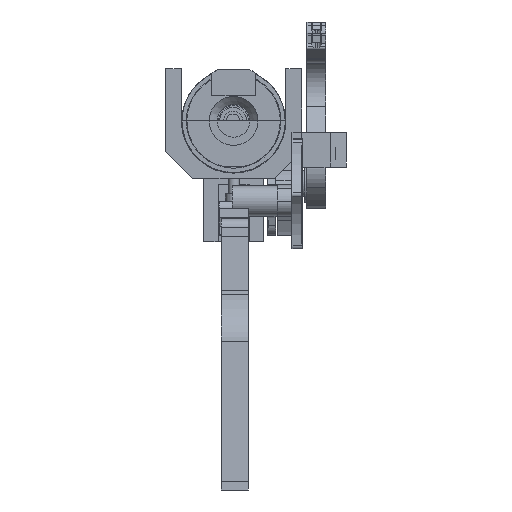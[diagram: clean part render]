
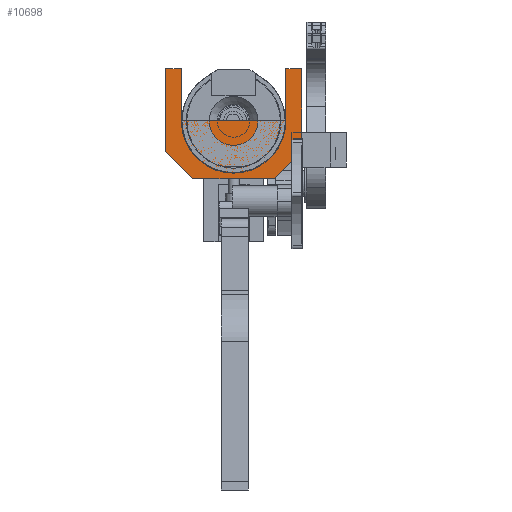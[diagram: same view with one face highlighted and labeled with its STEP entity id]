
A CAD part, left-side view. The second image highlights one B-rep face of the part: STEP entity #10698.
In plain terms, the highlighted planar face has unit normal (-1, 0, 0).
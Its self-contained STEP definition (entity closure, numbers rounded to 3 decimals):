
#1118=FACE_OUTER_BOUND('',#1834,.T.);
#1834=EDGE_LOOP('',(#9589,#9590,#9591,#9592,#9593,#9594,#9595,#9596,#9597,
#9598));
#3207=LINE('',#22062,#4133);
#3209=LINE('',#22066,#4135);
#3212=LINE('',#22078,#4138);
#3213=LINE('',#22080,#4139);
#3214=LINE('',#22082,#4140);
#3215=LINE('',#22084,#4141);
#3216=LINE('',#22086,#4142);
#3217=LINE('',#22088,#4143);
#3218=LINE('',#22090,#4144);
#3219=LINE('',#22091,#4145);
#4133=VECTOR('',#14752,10.);
#4135=VECTOR('',#14756,10.);
#4138=VECTOR('',#14767,10.);
#4139=VECTOR('',#14768,10.);
#4140=VECTOR('',#14769,10.);
#4141=VECTOR('',#14770,10.);
#4142=VECTOR('',#14771,10.);
#4143=VECTOR('',#14772,10.);
#4144=VECTOR('',#14773,10.);
#4145=VECTOR('',#14774,10.);
#5160=VERTEX_POINT('',#22059);
#5161=VERTEX_POINT('',#22061);
#5162=VERTEX_POINT('',#22065);
#5167=VERTEX_POINT('',#22077);
#5168=VERTEX_POINT('',#22079);
#5169=VERTEX_POINT('',#22081);
#5170=VERTEX_POINT('',#22083);
#5171=VERTEX_POINT('',#22085);
#5172=VERTEX_POINT('',#22087);
#5173=VERTEX_POINT('',#22089);
#6646=EDGE_CURVE('',#5160,#5161,#3207,.T.);
#6648=EDGE_CURVE('',#5162,#5161,#3209,.T.);
#6654=EDGE_CURVE('',#5160,#5167,#3212,.T.);
#6655=EDGE_CURVE('',#5167,#5168,#3213,.T.);
#6656=EDGE_CURVE('',#5168,#5169,#3214,.T.);
#6657=EDGE_CURVE('',#5169,#5170,#3215,.T.);
#6658=EDGE_CURVE('',#5170,#5171,#3216,.T.);
#6659=EDGE_CURVE('',#5171,#5172,#3217,.T.);
#6660=EDGE_CURVE('',#5172,#5173,#3218,.T.);
#6661=EDGE_CURVE('',#5162,#5173,#3219,.T.);
#9589=ORIENTED_EDGE('',*,*,#6646,.F.);
#9590=ORIENTED_EDGE('',*,*,#6654,.T.);
#9591=ORIENTED_EDGE('',*,*,#6655,.T.);
#9592=ORIENTED_EDGE('',*,*,#6656,.T.);
#9593=ORIENTED_EDGE('',*,*,#6657,.T.);
#9594=ORIENTED_EDGE('',*,*,#6658,.T.);
#9595=ORIENTED_EDGE('',*,*,#6659,.T.);
#9596=ORIENTED_EDGE('',*,*,#6660,.T.);
#9597=ORIENTED_EDGE('',*,*,#6661,.F.);
#9598=ORIENTED_EDGE('',*,*,#6648,.T.);
#10111=PLANE('',#11811);
#10698=ADVANCED_FACE('',(#1118),#10111,.T.);
#11811=AXIS2_PLACEMENT_3D('',#22076,#14765,#14766);
#14752=DIRECTION('',(0.,0.707,-0.707));
#14756=DIRECTION('',(0.,-1.,0.));
#14765=DIRECTION('center_axis',(-1.,0.,0.));
#14766=DIRECTION('ref_axis',(0.,-1.,0.));
#14767=DIRECTION('',(0.,0.,1.));
#14768=DIRECTION('',(0.,1.,0.));
#14769=DIRECTION('',(0.,0.,-1.));
#14770=DIRECTION('',(0.,1.,0.));
#14771=DIRECTION('',(0.,0.,1.));
#14772=DIRECTION('',(0.,1.,0.));
#14773=DIRECTION('',(0.,0.,-1.));
#14774=DIRECTION('',(0.,0.707,0.707));
#22059=CARTESIAN_POINT('',(-2.,-25.,-11.24));
#22061=CARTESIAN_POINT('',(-2.,-15.,-21.24));
#22062=CARTESIAN_POINT('',(-2.,-18.81,-17.43));
#22065=CARTESIAN_POINT('',(-2.,15.,-21.24));
#22066=CARTESIAN_POINT('',(-2.,13.185,-21.24));
#22076=CARTESIAN_POINT('Origin',(-2.,0.,-1.));
#22077=CARTESIAN_POINT('',(-2.,-25.,19.24));
#22078=CARTESIAN_POINT('',(-2.,-25.,0.));
#22079=CARTESIAN_POINT('',(-2.,-19.24,19.24));
#22080=CARTESIAN_POINT('',(-2.,-25.,19.24));
#22081=CARTESIAN_POINT('',(-2.,-19.24,0.));
#22082=CARTESIAN_POINT('',(-2.,-19.24,19.24));
#22083=CARTESIAN_POINT('',(-2.,19.24,0.));
#22084=CARTESIAN_POINT('',(-2.,19.24,0.));
#22085=CARTESIAN_POINT('',(-2.,19.24,19.24));
#22086=CARTESIAN_POINT('',(-2.,19.24,0.));
#22087=CARTESIAN_POINT('',(-2.,25.,19.24));
#22088=CARTESIAN_POINT('',(-2.,19.24,19.24));
#22089=CARTESIAN_POINT('',(-2.,25.,-11.24));
#22090=CARTESIAN_POINT('',(-2.,25.,19.24));
#22091=CARTESIAN_POINT('',(-2.,18.81,-17.43));
